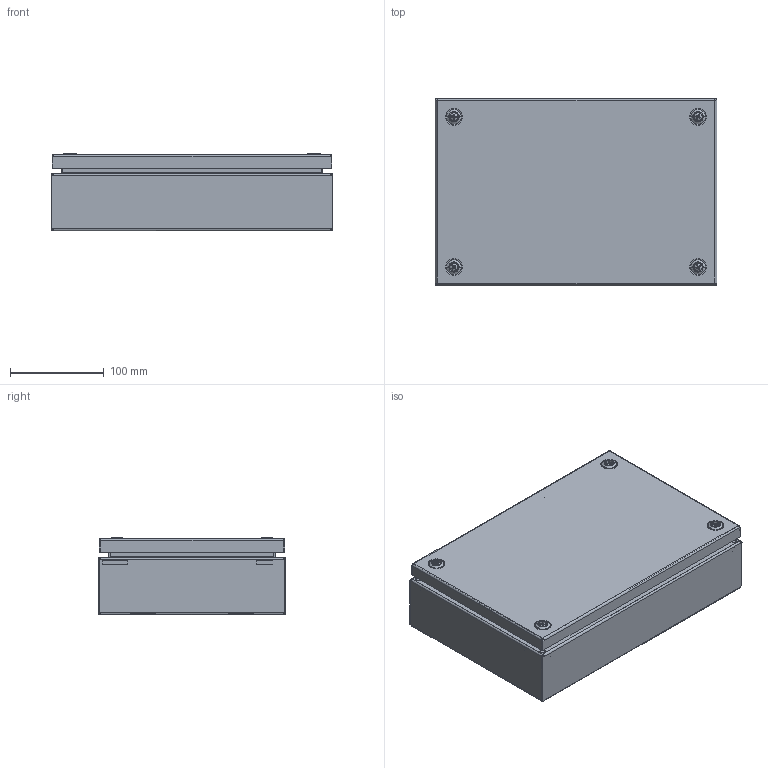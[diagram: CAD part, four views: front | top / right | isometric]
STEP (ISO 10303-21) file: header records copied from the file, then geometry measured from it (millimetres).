
FILE_DESCRIPTION (( 'STEP AP203' ), '1' );
FILE_NAME ('RICDE32801.STEP', '2019-11-19T10:20:21', ( 'HP_Z420' ), ( 'Hewlett-Packard Company' ), 'SwSTEP 2.0', 'SolidWorks 2019', '' );
FILE_SCHEMA (( 'CONFIG_CONTROL_DESIGN' ));
Length unit declared in the file: millimetre
Products named in the file (16): RICDE32801; CD01C552IX4; CD02C505IX4; Guarnizione CDE 32; CD01C520IX4; AC00C324IX6; CD01C555IX4b; AC00C323; A5100252; A3300008; CD02T505IX4; CD01C555IX4a; A5100393; CD07C004; A3400018; CD01T520IX4
Assembly tree (34 placements, depth 3):
  RICDE32801
    CD01T520IX4
      CD01C520IX4
      CD01C555IX4b  x2
      A5100252
      CD01C555IX4a  x2
      A3400018  x4
      CD01C552IX4  x2
      A3300008  x4
      A5100393  x4
    CD02T505IX4
      CD02C505IX4
      Guarnizione CDE 32
      AC00C324IX6  x4
      AC00C323  x4
      A5100252
    CD07C004
Bounding box: 300 x 200 x 82.55 mm (x, y, z)
Volume: 437846 mm3; surface area: 613926.6 mm2
Topology: 32 solids, 32 shells, 2103 faces, 5084 edges, 3066 vertices
Faces by surface type: plane 859, cylinder 688, cone 464, torus 60, bspline 24, sphere 8
Entity records: 29738 total; most frequent: CARTESIAN_POINT 5800, DIRECTION 4670, ORIENTED_EDGE 4446, EDGE_CURVE 2223, AXIS2_PLACEMENT_3D 1651, VECTOR 1368, LINE 1368, VERTEX_POINT 1341
